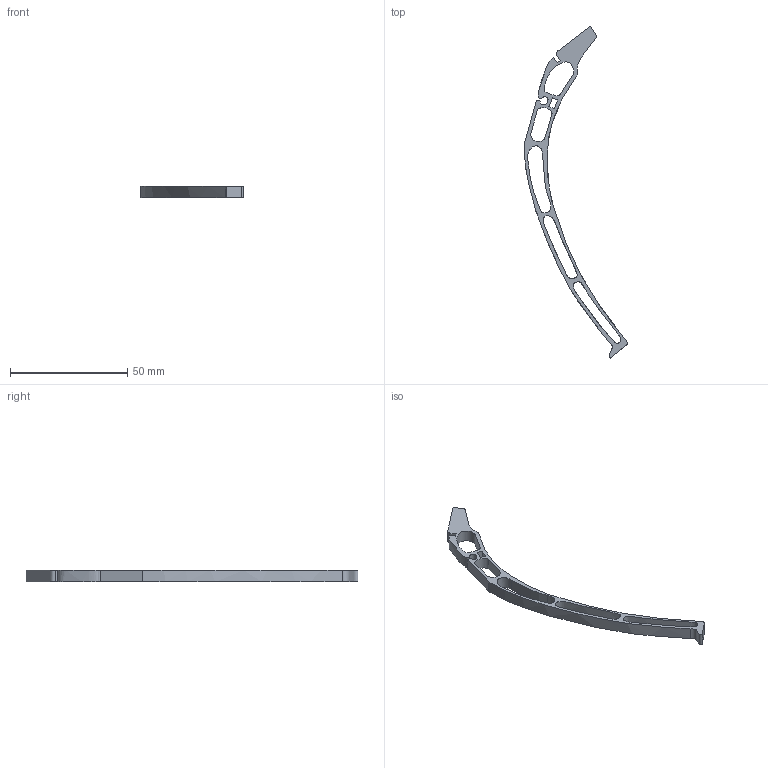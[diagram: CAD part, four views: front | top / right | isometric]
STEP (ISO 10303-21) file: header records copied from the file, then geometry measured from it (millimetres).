
FILE_DESCRIPTION(/* description */ (''),/* implementation_level */ '2;1');
FILE_NAME(/* name */ 'Landing Gear v2.step',/* time_stamp */ '2025-07-15T10:10:50+05:30',/* author */ (''),/* organization */ (''),/* preprocessor_version */ 'ST-DEVELOPER v20.1',/* originating_system */ 'Autodesk Translation Framework v14.4.0.0',/* authorisation */ '');
FILE_SCHEMA (('AUTOMOTIVE_DESIGN { 1 0 10303 214 3 1 1 }'));
Length unit declared in the file: millimetre
Products named in the file (1): Landing Gear
Bounding box: 43.74 x 141.31 x 5 mm (x, y, z)
Volume: 3375.4 mm3; surface area: 4346.5 mm2
Topology: 1 solids, 1 shells, 32 faces, 90 edges, 60 vertices
Faces by surface type: plane 17, bspline 15
Entity records: 5493 total; most frequent: CARTESIAN_POINT 4750, ORIENTED_EDGE 180, DIRECTION 94, EDGE_CURVE 90, VERTEX_POINT 60, LINE 58, VECTOR 58, EDGE_LOOP 44
